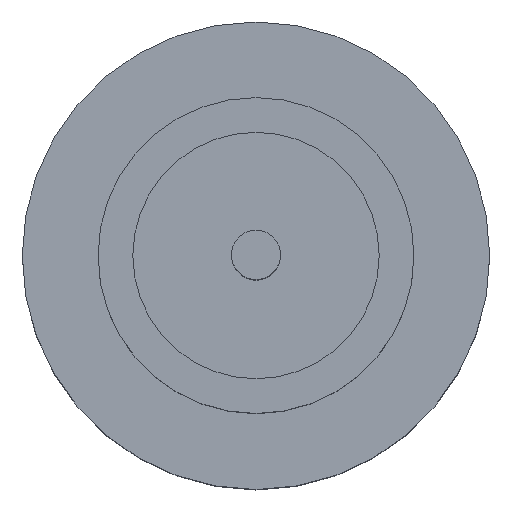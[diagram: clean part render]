
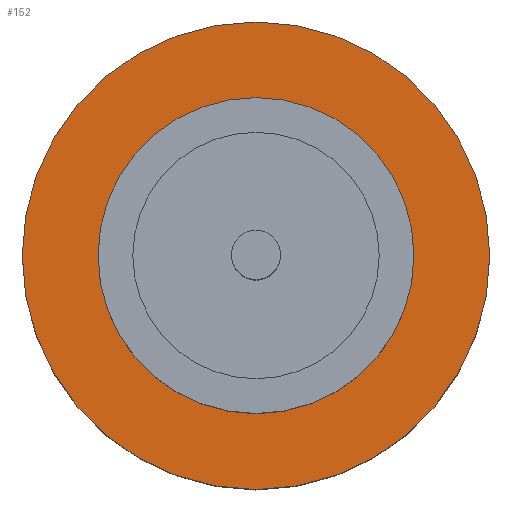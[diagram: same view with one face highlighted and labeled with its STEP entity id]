
A CAD part, top view. The second image highlights one B-rep face of the part: STEP entity #152.
In plain terms, the highlighted planar face has unit normal (0, 0, 1).
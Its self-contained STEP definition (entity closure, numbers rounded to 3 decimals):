
#20 = DIRECTION ( 'NONE',  ( 0., 0., 1. ) ) ;
#23 = DIRECTION ( 'NONE',  ( 1., 0., 0. ) ) ;
#53 = ORIENTED_EDGE ( 'NONE', *, *, #774, .F. ) ;
#55 = CIRCLE ( 'NONE', #188, 1.85 ) ;
#64 = CIRCLE ( 'NONE', #645, 1.85 ) ;
#72 = CARTESIAN_POINT ( 'NONE',  ( -1.25, 0., 1.55 ) ) ;
#96 = VERTEX_POINT ( 'NONE', #428 ) ;
#115 = ORIENTED_EDGE ( 'NONE', *, *, #650, .F. ) ;
#152 = ADVANCED_FACE ( 'NONE', ( #757, #351 ), #673, .T. ) ;
#154 = CARTESIAN_POINT ( 'NONE',  ( 0., 0., 1.55 ) ) ;
#161 = DIRECTION ( 'NONE',  ( 1., 0., 0. ) ) ;
#188 = AXIS2_PLACEMENT_3D ( 'NONE', #382, #529, #795 ) ;
#249 = DIRECTION ( 'NONE',  ( 1., 0., 0. ) ) ;
#261 = VERTEX_POINT ( 'NONE', #550 ) ;
#274 = CARTESIAN_POINT ( 'NONE',  ( -1.85, 0., 1.55 ) ) ;
#320 = ORIENTED_EDGE ( 'NONE', *, *, #521, .T. ) ;
#342 = CARTESIAN_POINT ( 'NONE',  ( 0., 0., 1.55 ) ) ;
#351 = FACE_OUTER_BOUND ( 'NONE', #849, .T. ) ;
#382 = CARTESIAN_POINT ( 'NONE',  ( 0., 0., 1.55 ) ) ;
#420 = DIRECTION ( 'NONE',  ( 0., 0., 1. ) ) ;
#428 = CARTESIAN_POINT ( 'NONE',  ( 1.85, 0., 1.55 ) ) ;
#439 = CARTESIAN_POINT ( 'NONE',  ( 0., 0., 1.55 ) ) ;
#444 = EDGE_LOOP ( 'NONE', ( #53, #115 ) ) ;
#480 = CIRCLE ( 'NONE', #552, 1.25 ) ;
#491 = AXIS2_PLACEMENT_3D ( 'NONE', #154, #20, #23 ) ;
#521 = EDGE_CURVE ( 'NONE', #96, #677, #64, .T. ) ;
#527 = DIRECTION ( 'NONE',  ( 0., 0., 1. ) ) ;
#529 = DIRECTION ( 'NONE',  ( 0., 0., 1. ) ) ;
#530 = EDGE_CURVE ( 'NONE', #677, #96, #55, .T. ) ;
#550 = CARTESIAN_POINT ( 'NONE',  ( 1.25, 0., 1.55 ) ) ;
#552 = AXIS2_PLACEMENT_3D ( 'NONE', #764, #420, #161 ) ;
#588 = VERTEX_POINT ( 'NONE', #72 ) ;
#645 = AXIS2_PLACEMENT_3D ( 'NONE', #439, #722, #249 ) ;
#650 = EDGE_CURVE ( 'NONE', #588, #261, #740, .T. ) ;
#673 = PLANE ( 'NONE',  #798 ) ;
#677 = VERTEX_POINT ( 'NONE', #274 ) ;
#722 = DIRECTION ( 'NONE',  ( 0., 0., 1. ) ) ;
#740 = CIRCLE ( 'NONE', #491, 1.25 ) ;
#745 = DIRECTION ( 'NONE',  ( 1., 0., 0. ) ) ;
#757 = FACE_BOUND ( 'NONE', #444, .T. ) ;
#764 = CARTESIAN_POINT ( 'NONE',  ( 0., 0., 1.55 ) ) ;
#774 = EDGE_CURVE ( 'NONE', #261, #588, #480, .T. ) ;
#795 = DIRECTION ( 'NONE',  ( 1., 0., 0. ) ) ;
#797 = ORIENTED_EDGE ( 'NONE', *, *, #530, .T. ) ;
#798 = AXIS2_PLACEMENT_3D ( 'NONE', #342, #527, #745 ) ;
#849 = EDGE_LOOP ( 'NONE', ( #797, #320 ) ) ;
